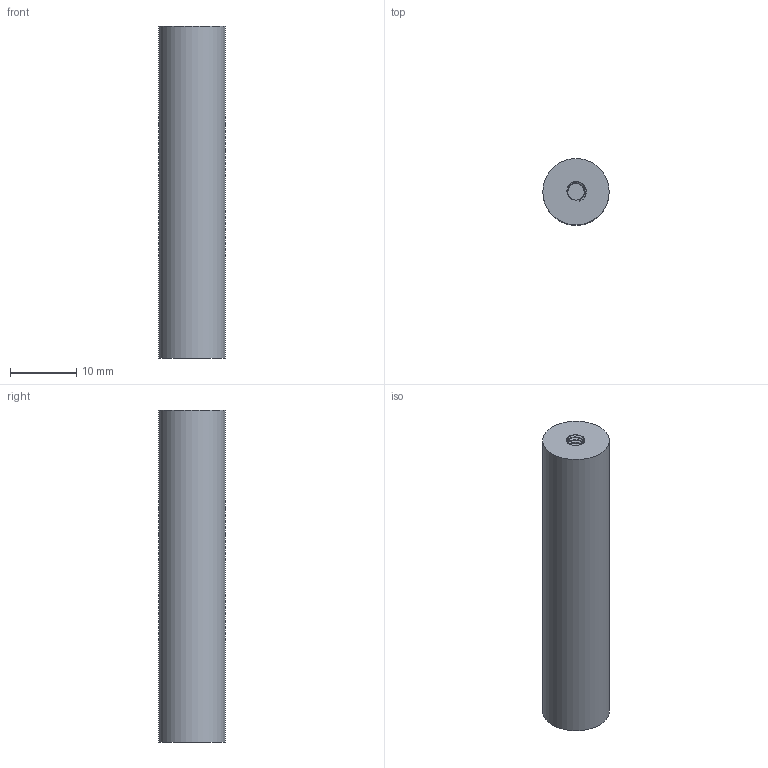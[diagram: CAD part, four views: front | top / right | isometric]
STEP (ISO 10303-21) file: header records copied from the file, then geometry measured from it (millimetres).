
FILE_DESCRIPTION(/* description */ (''),/* implementation_level */ '2;1');
FILE_NAME(/* name */ 'alu_legs v3.step',/* time_stamp */ '2024-08-30T10:57:46+02:00',/* author */ (''),/* organization */ (''),/* preprocessor_version */ 'ST-DEVELOPER v20',/* originating_system */ 'Autodesk Translation Framework v13.14.0.145',/* authorisation */ '');
FILE_SCHEMA (('AUTOMOTIVE_DESIGN { 1 0 10303 214 3 1 1 }'));
Length unit declared in the file: millimetre
Products named in the file (1): alu_legs
Bounding box: 10 x 10 x 50 mm (x, y, z)
Volume: 3807.2 mm3; surface area: 2014.6 mm2
Topology: 1 solids, 1 shells, 93 faces, 267 edges, 178 vertices
Faces by surface type: cylinder 85, bspline 4, plane 4
Full cylindrical faces by diameter (mm): 2.529 x20, 3.086 x10, 10 x1
Entity records: 7871 total; most frequent: CARTESIAN_POINT 5750, ORIENTED_EDGE 534, DIRECTION 281, EDGE_CURVE 267, VERTEX_POINT 178, B_SPLINE_CURVE_WITH_KNOTS 176, AXIS2_PLACEMENT_3D 100, EDGE_LOOP 95
